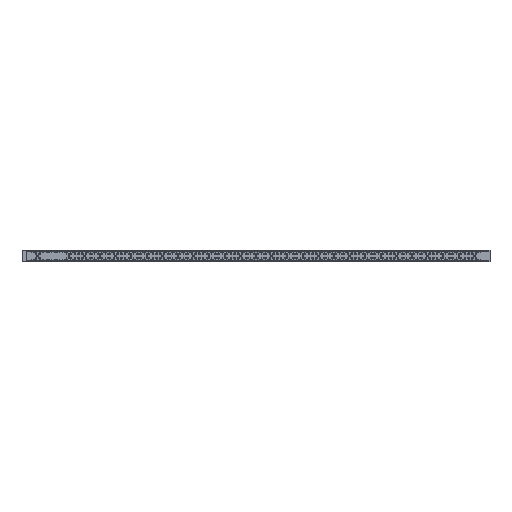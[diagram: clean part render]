
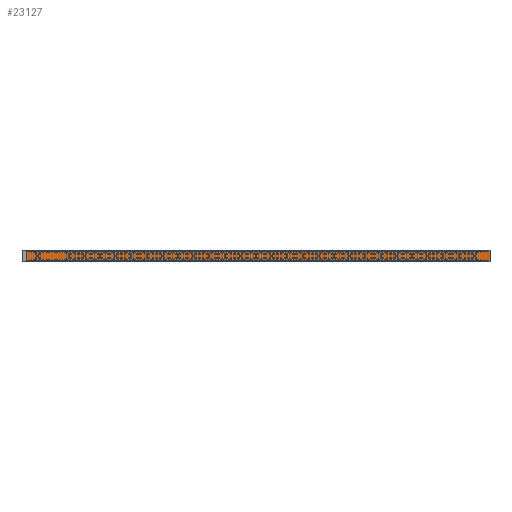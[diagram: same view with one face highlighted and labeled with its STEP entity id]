
A CAD part, top view. The second image highlights one B-rep face of the part: STEP entity #23127.
In plain terms, the highlighted planar face has unit normal (0, 0, 1).
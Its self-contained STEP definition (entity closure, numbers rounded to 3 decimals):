
#1557=FACE_OUTER_BOUND('',#2642,.T.);
#2642=EDGE_LOOP('',(#19216,#19217,#19218,#19219));
#6176=LINE('',#41278,#8216);
#6188=LINE('',#41309,#8228);
#6189=LINE('',#41311,#8229);
#6190=LINE('',#41312,#8230);
#8216=VECTOR('',#32606,1.);
#8228=VECTOR('',#32634,1.);
#8229=VECTOR('',#32635,1.);
#8230=VECTOR('',#32636,1.);
#11216=VERTEX_POINT('',#41275);
#11217=VERTEX_POINT('',#41277);
#11228=VERTEX_POINT('',#41308);
#11229=VERTEX_POINT('',#41310);
#15155=EDGE_CURVE('',#11216,#11217,#6176,.T.);
#15170=EDGE_CURVE('',#11228,#11216,#6188,.F.);
#15171=EDGE_CURVE('',#11228,#11229,#6189,.T.);
#15172=EDGE_CURVE('',#11229,#11217,#6190,.T.);
#19216=ORIENTED_EDGE('',*,*,#15170,.F.);
#19217=ORIENTED_EDGE('',*,*,#15171,.T.);
#19218=ORIENTED_EDGE('',*,*,#15172,.T.);
#19219=ORIENTED_EDGE('',*,*,#15155,.F.);
#22102=PLANE('',#27122);
#23127=ADVANCED_FACE('',(#1557),#22102,.T.);
#27122=AXIS2_PLACEMENT_3D('',#41307,#32632,#32633);
#32606=DIRECTION('',(0.,1.,0.));
#32632=DIRECTION('center_axis',(0.,0.,1.));
#32633=DIRECTION('ref_axis',(1.,0.,0.));
#32634=DIRECTION('',(1.,0.,0.));
#32635=DIRECTION('',(0.,1.,0.));
#32636=DIRECTION('',(-1.,0.,0.));
#41275=CARTESIAN_POINT('',(-1546.163,-188.907,-37.9));
#41277=CARTESIAN_POINT('',(-1546.163,-117.107,-37.9));
#41278=CARTESIAN_POINT('',(-1546.163,-153.007,-37.9));
#41307=CARTESIAN_POINT('Origin',(-62.153,-153.007,-37.9));
#41308=CARTESIAN_POINT('',(1452.847,-188.907,-37.9));
#41309=CARTESIAN_POINT('',(-1546.158,-188.907,-37.9));
#41310=CARTESIAN_POINT('',(1452.847,-117.107,-37.9));
#41311=CARTESIAN_POINT('',(1452.847,-153.007,-37.9));
#41312=CARTESIAN_POINT('',(-1546.158,-117.107,-37.9));
